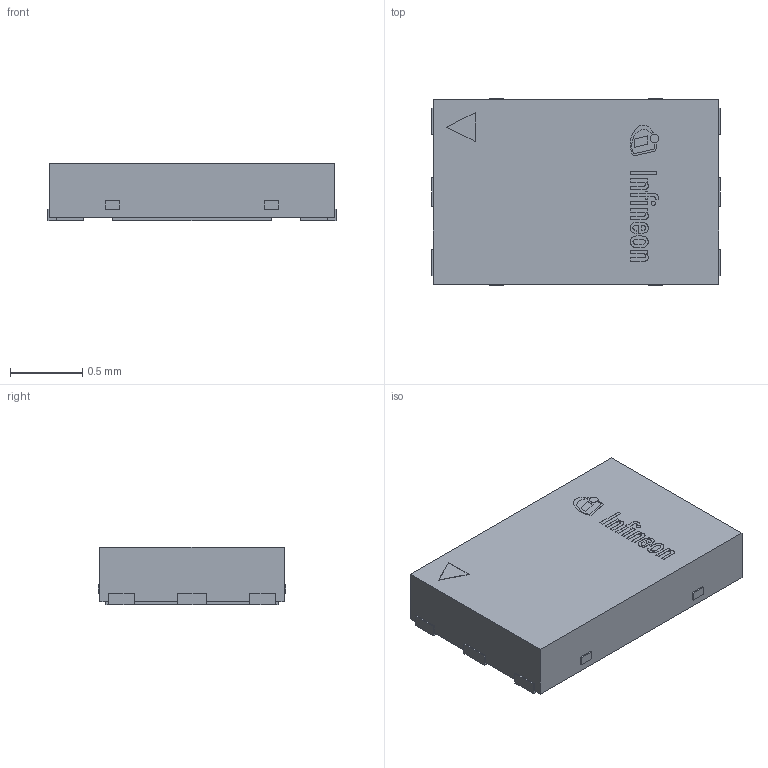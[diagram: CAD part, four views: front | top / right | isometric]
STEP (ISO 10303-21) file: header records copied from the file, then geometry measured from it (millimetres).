
FILE_DESCRIPTION(/* description */ (''),/* implementation_level */ '2;1');
FILE_NAME(/* name */ 'PG-TSNP-7-1_Z8B00153928_V02_3D.stp',/* time_stamp */ '2024-09-25T12:57:12+05:30',/* author */ ('sivamani'),/* organization */ (''),/* preprocessor_version */ 'ST-DEVELOPER v19.2',/* originating_system */ 'AutoCAD Mechanical',/* authorisation */ '');
FILE_SCHEMA (('AUTOMOTIVE_DESIGN { 1 0 10303 214 3 1 1 }'));
Length unit declared in the file: millimetre
Products named in the file (1): Product
Bounding box: 2 x 1.3 x 0.4 mm (x, y, z)
Volume: 1 mm3; surface area: 12.1 mm2
Topology: 25 solids, 25 shells, 239 faces, 561 edges, 374 vertices
Faces by surface type: plane 219, bspline 18, cylinder 2
Full cylindrical faces by diameter (mm): 0.03 x1, 0.061 x1
Entity records: 6975 total; most frequent: CARTESIAN_POINT 1545, ORIENTED_EDGE 1122, DIRECTION 973, EDGE_CURVE 561, LINE 521, VECTOR 521, VERTEX_POINT 374, EDGE_LOOP 245
